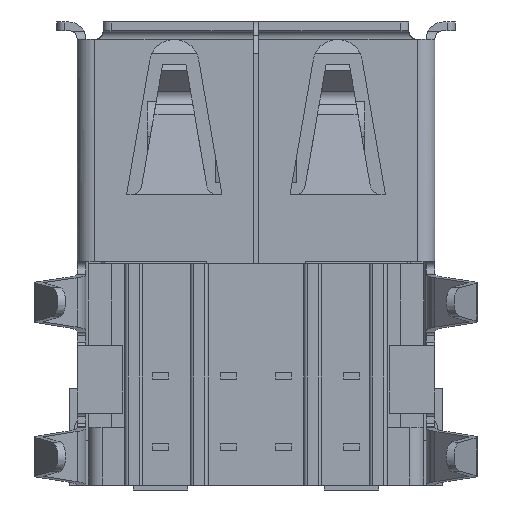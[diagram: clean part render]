
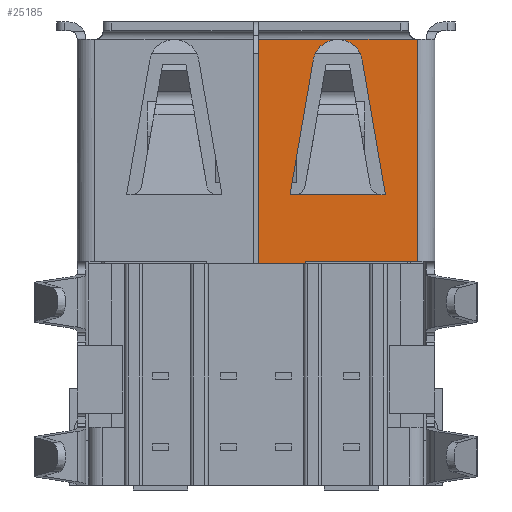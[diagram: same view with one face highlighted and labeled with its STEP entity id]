
A CAD part, front view. The second image highlights one B-rep face of the part: STEP entity #25185.
In plain terms, the highlighted planar face has unit normal (0, -1, 0).
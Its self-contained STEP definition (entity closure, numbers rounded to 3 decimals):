
#2510=DIRECTION('',(-1.,0.,0.));
#2511=VECTOR('',#2510,1.7);
#2512=CARTESIAN_POINT('',(1.8,0.772,-8.88));
#2513=LINE('',#2512,#2511);
#7016=DIRECTION('',(-1.,0.,0.));
#7017=VECTOR('',#7016,4.13);
#7018=CARTESIAN_POINT('',(5.93,0.772,-8.79));
#7019=LINE('',#7018,#7017);
#8811=DIRECTION('',(1.,0.,0.));
#8812=VECTOR('',#8811,3.174);
#8813=CARTESIAN_POINT('',(1.413,0.772,-6.34));
#8814=LINE('',#8813,#8812);
#8815=DIRECTION('',(1.,0.,0.));
#8816=VECTOR('',#8815,0.163);
#8817=CARTESIAN_POINT('',(4.587,0.772,-6.34));
#8818=LINE('',#8817,#8816);
#8819=CARTESIAN_POINT('',(3.,0.772,-1.553));
#8820=DIRECTION('',(0.,-1.,0.));
#8821=DIRECTION('',(0.986,0.,0.17));
#8822=AXIS2_PLACEMENT_3D('',#8819,#8820,#8821);
#8824=DIRECTION('',(1.,0.,0.));
#8825=VECTOR('',#8824,0.163);
#8826=CARTESIAN_POINT('',(1.25,0.772,-6.34));
#8827=LINE('',#8826,#8825);
#8844=DIRECTION('',(-1.,0.,0.));
#8845=VECTOR('',#8844,0.02);
#8846=CARTESIAN_POINT('',(5.93,0.772,-0.636));
#8847=LINE('',#8846,#8845);
#8848=DIRECTION('',(0.,0.,-1.));
#8849=VECTOR('',#8848,8.154);
#8850=CARTESIAN_POINT('',(5.93,0.772,-0.636));
#8851=LINE('',#8850,#8849);
#8852=DIRECTION('',(0.,0.,1.));
#8853=VECTOR('',#8852,0.09);
#8854=CARTESIAN_POINT('',(1.8,0.772,-8.88));
#8855=LINE('',#8854,#8853);
#8856=DIRECTION('',(0.,0.,1.));
#8857=VECTOR('',#8856,8.252);
#8858=CARTESIAN_POINT('',(0.1,0.772,-8.88));
#8859=LINE('',#8858,#8857);
#9182=DIRECTION('',(0.17,0.,0.986));
#9183=VECTOR('',#9182,5.014);
#9184=CARTESIAN_POINT('',(1.25,0.772,-6.34));
#9185=LINE('',#9184,#9183);
#9198=DIRECTION('',(0.17,0.,-0.986));
#9199=VECTOR('',#9198,5.014);
#9200=CARTESIAN_POINT('',(3.9,0.772,-1.398));
#9201=LINE('',#9200,#9199);
#9461=CARTESIAN_POINT('',(5.91,0.772,-0.336));
#9462=DIRECTION('',(0.,1.,0.));
#9463=DIRECTION('',(0.,0.,-1.));
#9464=AXIS2_PLACEMENT_3D('',#9461,#9462,#9463);
#9515=DIRECTION('',(-1.,0.,0.));
#9516=VECTOR('',#9515,5.741);
#9517=CARTESIAN_POINT('',(5.841,0.772,-0.628));
#9518=LINE('',#9517,#9516);
#12494=CARTESIAN_POINT('',(1.8,0.772,-8.88));
#12495=CARTESIAN_POINT('',(0.1,0.772,-8.88));
#12496=VERTEX_POINT('',#12494);
#12497=VERTEX_POINT('',#12495);
#12506=CARTESIAN_POINT('',(1.8,0.772,-8.79));
#12508=VERTEX_POINT('',#12506);
#12514=CARTESIAN_POINT('',(5.93,0.772,-8.79));
#12515=VERTEX_POINT('',#12514);
#13152=CARTESIAN_POINT('',(3.9,0.772,-1.398));
#13153=CARTESIAN_POINT('',(2.1,0.772,-1.398));
#13154=VERTEX_POINT('',#13152);
#13155=VERTEX_POINT('',#13153);
#13906=CARTESIAN_POINT('',(4.75,0.772,-6.34));
#13908=VERTEX_POINT('',#13906);
#13910=CARTESIAN_POINT('',(1.25,0.772,-6.34));
#13912=VERTEX_POINT('',#13910);
#13914=CARTESIAN_POINT('',(1.413,0.772,-6.34));
#13916=VERTEX_POINT('',#13914);
#13926=CARTESIAN_POINT('',(4.587,0.772,-6.34));
#13928=VERTEX_POINT('',#13926);
#14024=CARTESIAN_POINT('',(5.93,0.772,-0.636));
#14026=VERTEX_POINT('',#14024);
#14075=CARTESIAN_POINT('',(0.1,0.772,-0.628));
#14076=VERTEX_POINT('',#14075);
#14159=CARTESIAN_POINT('',(5.91,0.772,-0.636));
#14161=VERTEX_POINT('',#14159);
#14188=CARTESIAN_POINT('',(5.841,0.772,-0.628));
#14189=VERTEX_POINT('',#14188);
#25151=CARTESIAN_POINT('',(5.93,0.772,0.));
#25152=DIRECTION('',(0.,-1.,0.));
#25153=DIRECTION('',(-1.,0.,0.));
#25154=AXIS2_PLACEMENT_3D('',#25151,#25152,#25153);
#25155=PLANE('',#25154);
#25157=ORIENTED_EDGE('',*,*,#25156,.F.);
#25159=ORIENTED_EDGE('',*,*,#25158,.F.);
#25160=ORIENTED_EDGE('',*,*,#22892,.F.);
#25162=ORIENTED_EDGE('',*,*,#25161,.T.);
#25163=ORIENTED_EDGE('',*,*,#22954,.T.);
#25165=ORIENTED_EDGE('',*,*,#25164,.F.);
#25166=ORIENTED_EDGE('',*,*,#16841,.T.);
#25168=ORIENTED_EDGE('',*,*,#25167,.T.);
#25169=EDGE_LOOP('',(#25157,#25159,#25160,#25162,#25163,#25165,#25166,#25168));
#25170=FACE_OUTER_BOUND('',#25169,.F.);
#25172=ORIENTED_EDGE('',*,*,#25171,.T.);
#25174=ORIENTED_EDGE('',*,*,#25173,.T.);
#25176=ORIENTED_EDGE('',*,*,#25175,.F.);
#25178=ORIENTED_EDGE('',*,*,#25177,.T.);
#25180=ORIENTED_EDGE('',*,*,#25179,.F.);
#25182=ORIENTED_EDGE('',*,*,#25181,.T.);
#25183=EDGE_LOOP('',(#25172,#25174,#25176,#25178,#25180,#25182));
#25184=FACE_BOUND('',#25183,.F.);
#8823=CIRCLE('',#8822,0.913);
#9465=CIRCLE('',#9464,0.3);
#16841=EDGE_CURVE('',#12496,#12497,#2513,.T.);
#22892=EDGE_CURVE('',#14026,#14161,#8847,.T.);
#22954=EDGE_CURVE('',#12515,#12508,#7019,.T.);
#25156=EDGE_CURVE('',#14189,#14076,#9518,.T.);
#25158=EDGE_CURVE('',#14161,#14189,#9465,.T.);
#25161=EDGE_CURVE('',#14026,#12515,#8851,.T.);
#25164=EDGE_CURVE('',#12496,#12508,#8855,.T.);
#25167=EDGE_CURVE('',#12497,#14076,#8859,.T.);
#25171=EDGE_CURVE('',#13916,#13928,#8814,.T.);
#25173=EDGE_CURVE('',#13928,#13908,#8818,.T.);
#25175=EDGE_CURVE('',#13154,#13908,#9201,.T.);
#25177=EDGE_CURVE('',#13154,#13155,#8823,.T.);
#25179=EDGE_CURVE('',#13912,#13155,#9185,.T.);
#25181=EDGE_CURVE('',#13912,#13916,#8827,.T.);
#25185=ADVANCED_FACE('',(#25170,#25184),#25155,.T.);
